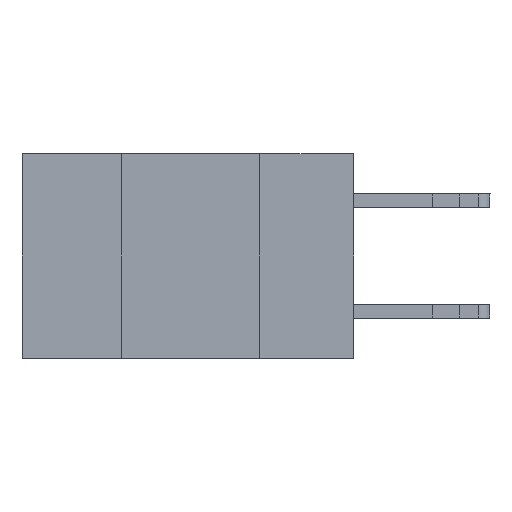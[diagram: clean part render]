
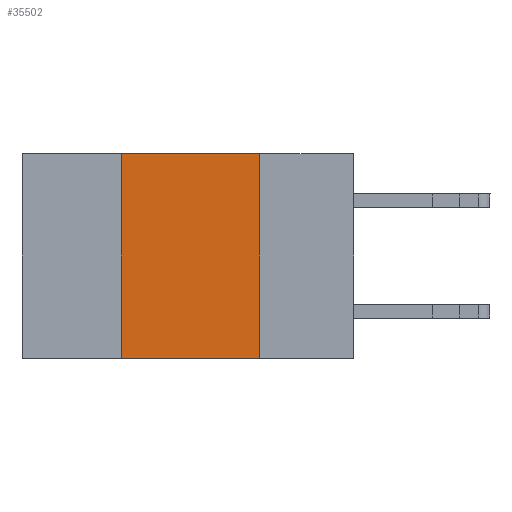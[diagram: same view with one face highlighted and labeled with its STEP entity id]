
A CAD part, left-side view. The second image highlights one B-rep face of the part: STEP entity #35502.
In plain terms, the highlighted planar face has unit normal (-1, 0, 0).
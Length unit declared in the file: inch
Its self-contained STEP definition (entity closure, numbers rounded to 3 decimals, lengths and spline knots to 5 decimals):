
#305 = VECTOR ( 'NONE', #32256, 39.37008 ) ;
#330 = DIRECTION ( 'NONE',  ( 0., -1., 0. ) ) ;
#780 = VERTEX_POINT ( 'NONE', #24603 ) ;
#902 = ORIENTED_EDGE ( 'NONE', *, *, #9428, .F. ) ;
#2113 = CARTESIAN_POINT ( 'NONE',  ( 0., 0.42, 0. ) ) ;
#2314 = ORIENTED_EDGE ( 'NONE', *, *, #36704, .T. ) ;
#2535 = ORIENTED_EDGE ( 'NONE', *, *, #16274, .F. ) ;
#2585 = EDGE_CURVE ( 'NONE', #19343, #27456, #26760, .T. ) ;
#2586 = VECTOR ( 'NONE', #8874, 39.37008 ) ;
#3075 = VECTOR ( 'NONE', #330, 39.37008 ) ;
#4829 = AXIS2_PLACEMENT_3D ( 'NONE', #24293, #13478, #18603 ) ;
#5046 = EDGE_LOOP ( 'NONE', ( #2535, #23005, #902, #2314 ) ) ;
#6548 = VECTOR ( 'NONE', #13357, 39.37008 ) ;
#8874 = DIRECTION ( 'NONE',  ( 0., 0., -1. ) ) ;
#9207 = LINE ( 'NONE', #31731, #3075 ) ;
#9428 = EDGE_CURVE ( 'NONE', #780, #19343, #27745, .T. ) ;
#9988 = CARTESIAN_POINT ( 'NONE',  ( 0., 0.42, 0. ) ) ;
#10655 = FACE_OUTER_BOUND ( 'NONE', #5046, .T. ) ;
#11821 = CARTESIAN_POINT ( 'NONE',  ( 0., 0.6, 0. ) ) ;
#13357 = DIRECTION ( 'NONE',  ( 0., 0., 1. ) ) ;
#13478 = DIRECTION ( 'NONE',  ( 1., 0., 0. ) ) ;
#16274 = EDGE_CURVE ( 'NONE', #27456, #31421, #23801, .T. ) ;
#18603 = DIRECTION ( 'NONE',  ( 0., 0., -1. ) ) ;
#19343 = VERTEX_POINT ( 'NONE', #2113 ) ;
#20764 = CARTESIAN_POINT ( 'NONE',  ( 0., 0.17, 0. ) ) ;
#23005 = ORIENTED_EDGE ( 'NONE', *, *, #2585, .F. ) ;
#23015 = CARTESIAN_POINT ( 'NONE',  ( 0., 0.17, 0. ) ) ;
#23801 = LINE ( 'NONE', #20764, #2586 ) ;
#24293 = CARTESIAN_POINT ( 'NONE',  ( 0., 0.6, 0. ) ) ;
#24603 = CARTESIAN_POINT ( 'NONE',  ( 0., 0.42, -0.37 ) ) ;
#26760 = LINE ( 'NONE', #11821, #305 ) ;
#26855 = CARTESIAN_POINT ( 'NONE',  ( 0., 0.17, -0.37 ) ) ;
#27456 = VERTEX_POINT ( 'NONE', #23015 ) ;
#27745 = LINE ( 'NONE', #9988, #6548 ) ;
#30898 = PLANE ( 'NONE',  #4829 ) ;
#31421 = VERTEX_POINT ( 'NONE', #26855 ) ;
#31731 = CARTESIAN_POINT ( 'NONE',  ( 0., 0.6, -0.37 ) ) ;
#32256 = DIRECTION ( 'NONE',  ( 0., -1., 0. ) ) ;
#35502 = ADVANCED_FACE ( 'NONE', ( #10655 ), #30898, .F. ) ;
#36704 = EDGE_CURVE ( 'NONE', #780, #31421, #9207, .T. ) ;
